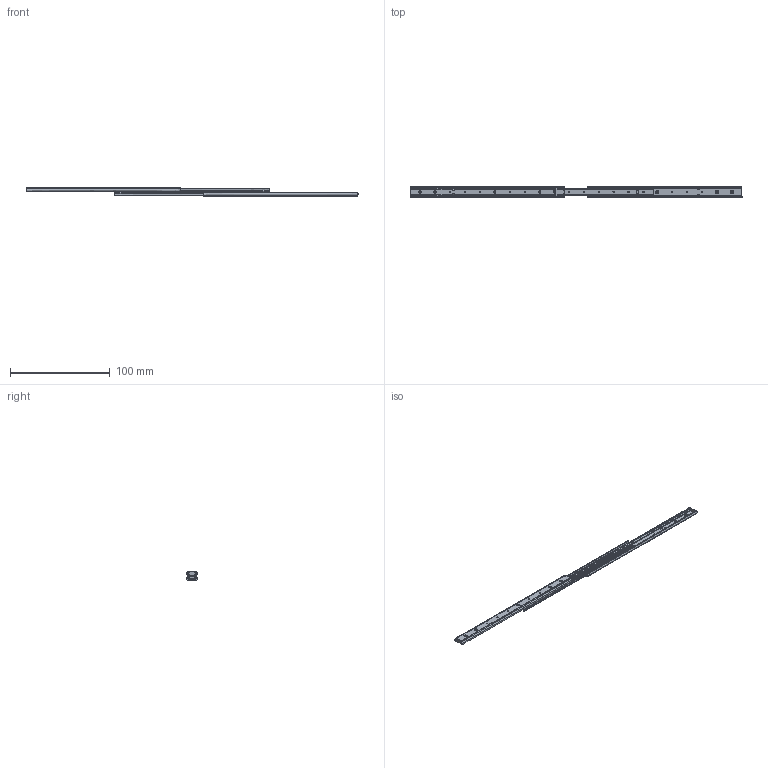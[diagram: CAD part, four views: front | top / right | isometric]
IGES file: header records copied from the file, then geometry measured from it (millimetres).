
Start section: SolidWorks IGES file using analytic representation for surfaces
Global section: file name: K-1372-16.IGS,15; native system: HSolidWorks 2021; preprocessor: SolidWorks 2021; author: 1337yo; date: 220506.134852; units: millimetre
Bounding box: 333 x 10.6 x 10 mm (x, y, z)
Surface area: 18410 mm2 (no closed solid volume)
Topology: 0 solids, 0 shells, 476 faces, 5856 edges, 5856 vertices
Faces by surface type: revolution 286, bspline 190
